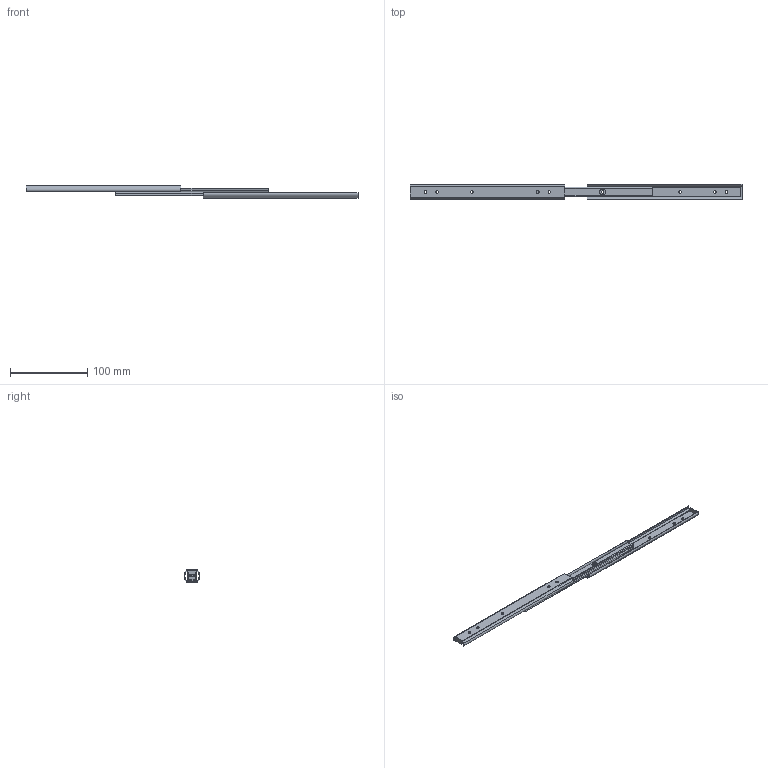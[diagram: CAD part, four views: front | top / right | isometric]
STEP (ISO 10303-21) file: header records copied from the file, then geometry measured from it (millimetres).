
FILE_DESCRIPTION (( 'STEP AP203' ), '1' );
FILE_NAME ('KC-284-20.STEP', '2019-06-06T00:14:53', ( '' ), ( '' ), 'SwSTEP 2.0', 'SolidWorks 2014', '' );
FILE_SCHEMA (( 'CONFIG_CONTROL_DESIGN' ));
Length unit declared in the file: millimetre
Products named in the file (3): KC-284-20_キャビネットメンバー; KC-284-20_中間リテイナー; KC-284-20
Assembly tree (4 placements, depth 2):
  KC-284-20
    KC-284-20_キャビネットメンバー  x2
    KC-284-20_中間リテイナー  x2
Bounding box: 429 x 19.99 x 16 mm (x, y, z)
Volume: 24107.1 mm3; surface area: 39045.8 mm2
Topology: 4 solids, 4 shells, 152 faces, 432 edges, 288 vertices
Faces by surface type: plane 80, cylinder 72
Entity records: 2889 total; most frequent: DIRECTION 454, CARTESIAN_POINT 443, ORIENTED_EDGE 432, EDGE_CURVE 216, AXIS2_PLACEMENT_3D 155, LINE 144, VECTOR 144, VERTEX_POINT 144
